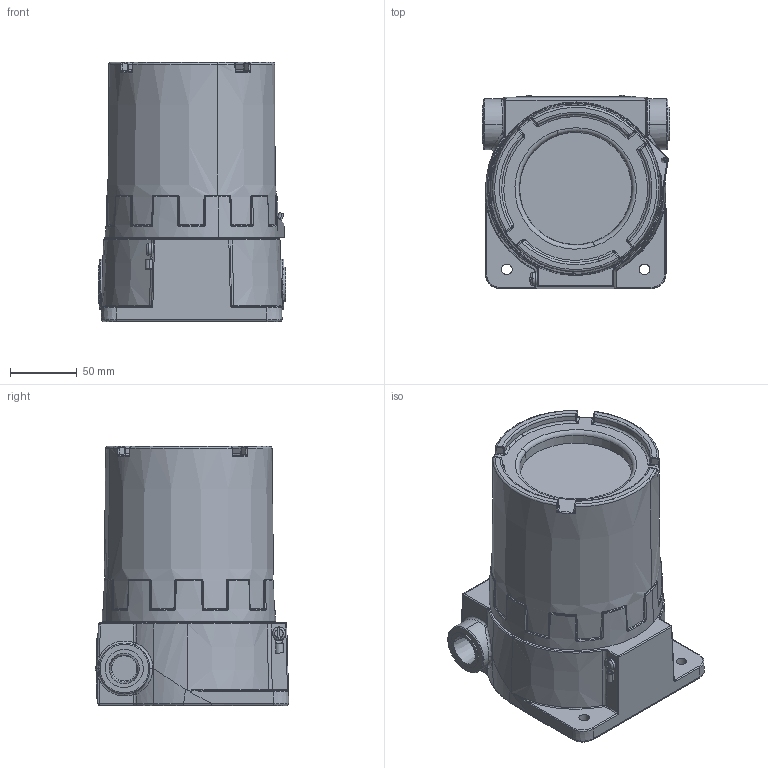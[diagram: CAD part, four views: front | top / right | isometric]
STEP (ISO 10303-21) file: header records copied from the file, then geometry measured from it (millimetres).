
FILE_DESCRIPTION (( 'STEP AP203' ), '1' );
FILE_NAME ('C2-BP.STEP', '2022-02-08T16:17:43', ( '' ), ( '' ), 'SwSTEP 2.0', 'SolidWorks 2021', '' );
FILE_SCHEMA (( 'CONFIG_CONTROL_DESIGN' ));
Length unit declared in the file: inch
Products named in the file (4): 201109; 201068; C2-BP; 92196A535_92196A535
Assembly tree (4 placements, depth 2):
  C2-BP
    201109
    201068
    92196A535_92196A535  x2
Bounding box: 140.18 x 145.02 x 194.12 mm (x, y, z)
Volume: 1108603.8 mm3; surface area: 300415.3 mm2
Topology: 19 solids, 19 shells, 1533 faces, 3703 edges, 2179 vertices
Faces by surface type: bspline 448, plane 445, cylinder 265, cone 227, torus 133, sphere 15
Entity records: 54526 total; most frequent: CARTESIAN_POINT 27504, ORIENTED_EDGE 6184, DIRECTION 4747, EDGE_CURVE 3092, AXIS2_PLACEMENT_3D 1995, VERTEX_POINT 1854, EDGE_LOOP 1368, FACE_OUTER_BOUND 1299
